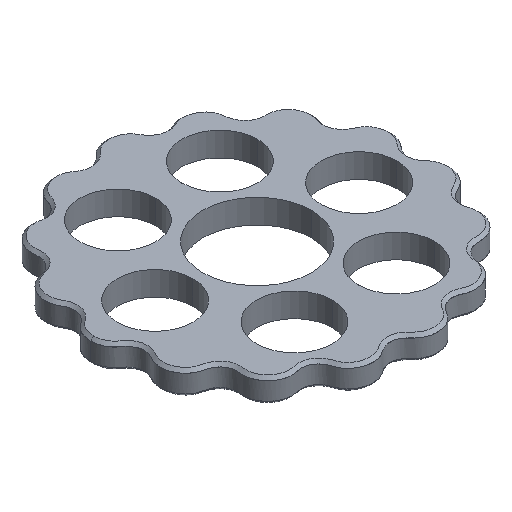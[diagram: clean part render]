
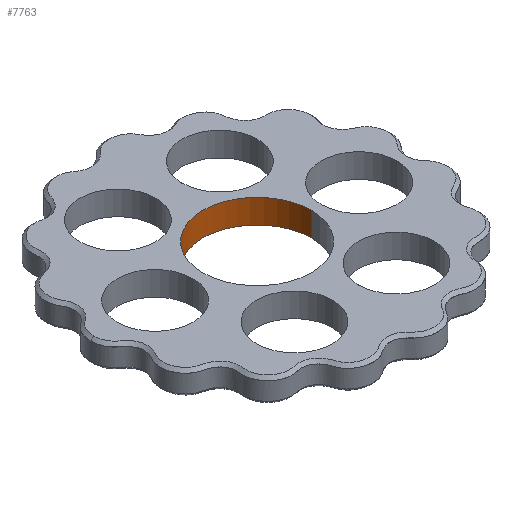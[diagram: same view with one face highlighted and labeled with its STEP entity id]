
A CAD part, isometric view. The second image highlights one B-rep face of the part: STEP entity #7763.
In plain terms, the highlighted cylindrical face has radius 9.03 mm (diameter 18.06 mm), a partial arc.
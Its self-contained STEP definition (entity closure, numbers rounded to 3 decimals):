
#329 = VERTEX_POINT ( 'NONE', #10583 ) ;
#400 = EDGE_LOOP ( 'NONE', ( #7950, #12681, #3741, #6784 ) ) ;
#845 = EDGE_CURVE ( 'NONE', #5693, #6861, #7460, .T. ) ;
#1427 = DIRECTION ( 'NONE',  ( 1., 0., 0. ) ) ;
#2440 = DIRECTION ( 'NONE',  ( 0., 0., -1. ) ) ;
#2515 = DIRECTION ( 'NONE',  ( 0., 0., 1. ) ) ;
#2822 = VECTOR ( 'NONE', #2440, 1000. ) ;
#3606 = DIRECTION ( 'NONE',  ( 0., 0., -1. ) ) ;
#3741 = ORIENTED_EDGE ( 'NONE', *, *, #7232, .T. ) ;
#4975 = CARTESIAN_POINT ( 'NONE',  ( 0., 0., 0. ) ) ;
#5106 = VERTEX_POINT ( 'NONE', #9388 ) ;
#5142 = CIRCLE ( 'NONE', #9782, 9.03 ) ;
#5361 = AXIS2_PLACEMENT_3D ( 'NONE', #4975, #3606, #6939 ) ;
#5693 = VERTEX_POINT ( 'NONE', #7484 ) ;
#6784 = ORIENTED_EDGE ( 'NONE', *, *, #8128, .T. ) ;
#6861 = VERTEX_POINT ( 'NONE', #7471 ) ;
#6939 = DIRECTION ( 'NONE',  ( -1., 0., 0. ) ) ;
#7008 = LINE ( 'NONE', #12546, #2822 ) ;
#7232 = EDGE_CURVE ( 'NONE', #5106, #329, #7008, .T. ) ;
#7460 = LINE ( 'NONE', #11903, #11411 ) ;
#7471 = CARTESIAN_POINT ( 'NONE',  ( 9.03, 0., 0. ) ) ;
#7484 = CARTESIAN_POINT ( 'NONE',  ( 9.03, 0., 4. ) ) ;
#7763 = ADVANCED_FACE ( 'NONE', ( #13778 ), #10369, .F. ) ;
#7935 = AXIS2_PLACEMENT_3D ( 'NONE', #9128, #2515, #1427 ) ;
#7950 = ORIENTED_EDGE ( 'NONE', *, *, #845, .F. ) ;
#8105 = CARTESIAN_POINT ( 'NONE',  ( 0., 0., 0. ) ) ;
#8128 = EDGE_CURVE ( 'NONE', #329, #6861, #5142, .T. ) ;
#9011 = EDGE_CURVE ( 'NONE', #5693, #5106, #12585, .T. ) ;
#9128 = CARTESIAN_POINT ( 'NONE',  ( 0., 0., 4. ) ) ;
#9388 = CARTESIAN_POINT ( 'NONE',  ( -9.03, 0., 4. ) ) ;
#9782 = AXIS2_PLACEMENT_3D ( 'NONE', #8105, #13639, #12549 ) ;
#10369 = CYLINDRICAL_SURFACE ( 'NONE', #5361, 9.03 ) ;
#10583 = CARTESIAN_POINT ( 'NONE',  ( -9.03, 0., 0. ) ) ;
#11411 = VECTOR ( 'NONE', #14151, 1000. ) ;
#11903 = CARTESIAN_POINT ( 'NONE',  ( 9.03, 0., 0. ) ) ;
#12546 = CARTESIAN_POINT ( 'NONE',  ( -9.03, 0., 0. ) ) ;
#12549 = DIRECTION ( 'NONE',  ( -1., 0., 0. ) ) ;
#12585 = CIRCLE ( 'NONE', #7935, 9.03 ) ;
#12681 = ORIENTED_EDGE ( 'NONE', *, *, #9011, .T. ) ;
#13639 = DIRECTION ( 'NONE',  ( 0., 0., -1. ) ) ;
#13778 = FACE_OUTER_BOUND ( 'NONE', #400, .T. ) ;
#14151 = DIRECTION ( 'NONE',  ( 0., 0., -1. ) ) ;
